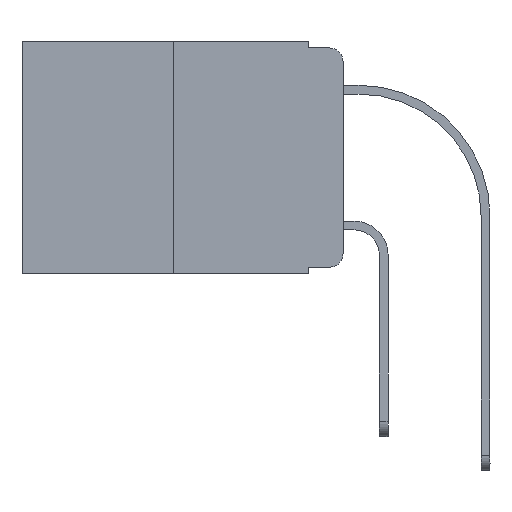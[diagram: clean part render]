
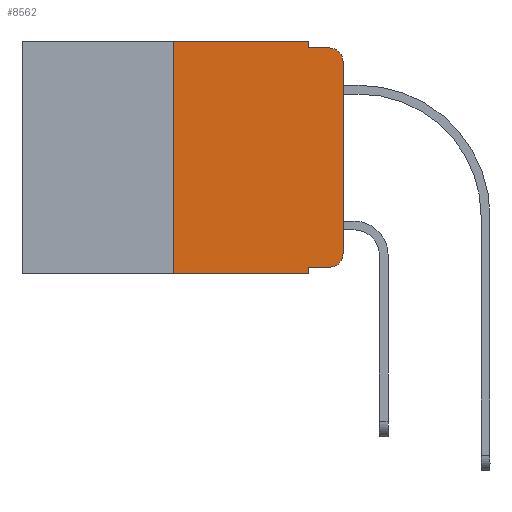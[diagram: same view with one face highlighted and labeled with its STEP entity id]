
A CAD part, left-side view. The second image highlights one B-rep face of the part: STEP entity #8562.
In plain terms, the highlighted planar face has unit normal (-1, 0, 0).
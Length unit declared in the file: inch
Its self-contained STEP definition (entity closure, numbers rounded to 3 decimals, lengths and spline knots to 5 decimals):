
#140 = ORIENTED_EDGE ( 'NONE', *, *, #2050, .T. ) ;
#143 = EDGE_CURVE ( 'NONE', #4121, #240, #11083, .T. ) ;
#240 = VERTEX_POINT ( 'NONE', #4820 ) ;
#530 = DIRECTION ( 'NONE',  ( 0., 0., -1. ) ) ;
#818 = CARTESIAN_POINT ( 'NONE',  ( 0., 0.473, 0. ) ) ;
#1049 = AXIS2_PLACEMENT_3D ( 'NONE', #3314, #3052, #4056 ) ;
#1138 = CARTESIAN_POINT ( 'NONE',  ( 0., 0., 0. ) ) ;
#1259 = EDGE_CURVE ( 'NONE', #4121, #7756, #2384, .T. ) ;
#1351 = VERTEX_POINT ( 'NONE', #6508 ) ;
#1546 = FACE_OUTER_BOUND ( 'NONE', #11199, .T. ) ;
#1575 = CARTESIAN_POINT ( 'NONE',  ( 0., 0.051, -0.333 ) ) ;
#1672 = VECTOR ( 'NONE', #7883, 39.37008 ) ;
#2050 = EDGE_CURVE ( 'NONE', #1351, #11132, #10402, .T. ) ;
#2205 = CARTESIAN_POINT ( 'NONE',  ( 0., 0.051, -0.333 ) ) ;
#2214 = LINE ( 'NONE', #8400, #6765 ) ;
#2384 = LINE ( 'NONE', #2645, #7548 ) ;
#2506 = CARTESIAN_POINT ( 'NONE',  ( 0., 0.051, -0.343 ) ) ;
#2540 = DIRECTION ( 'NONE',  ( -1., 0., 0. ) ) ;
#2614 = LINE ( 'NONE', #12877, #5355 ) ;
#2621 = CARTESIAN_POINT ( 'NONE',  ( 0., 0.051, 0. ) ) ;
#2645 = CARTESIAN_POINT ( 'NONE',  ( 0., 0.473, -0.343 ) ) ;
#2843 = ORIENTED_EDGE ( 'NONE', *, *, #10599, .T. ) ;
#2953 = LINE ( 'NONE', #818, #11394 ) ;
#3052 = DIRECTION ( 'NONE',  ( -1., 0., 0. ) ) ;
#3133 = EDGE_CURVE ( 'NONE', #240, #3930, #2953, .T. ) ;
#3215 = CARTESIAN_POINT ( 'NONE',  ( 0., 0.02, -0.333 ) ) ;
#3314 = CARTESIAN_POINT ( 'NONE',  ( 0., 0.02, -0.313 ) ) ;
#3604 = DIRECTION ( 'NONE',  ( 0., 0., -1. ) ) ;
#3707 = ORIENTED_EDGE ( 'NONE', *, *, #12157, .F. ) ;
#3930 = VERTEX_POINT ( 'NONE', #2621 ) ;
#4056 = DIRECTION ( 'NONE',  ( 0., 0., -1. ) ) ;
#4121 = VERTEX_POINT ( 'NONE', #8586 ) ;
#4187 = CARTESIAN_POINT ( 'NONE',  ( 0., 0.051, 0. ) ) ;
#4343 = ORIENTED_EDGE ( 'NONE', *, *, #8575, .T. ) ;
#4450 = DIRECTION ( 'NONE',  ( 0., -1., 0. ) ) ;
#4675 = CARTESIAN_POINT ( 'NONE',  ( 0., 0.473, 0. ) ) ;
#4820 = CARTESIAN_POINT ( 'NONE',  ( 0., 0.25, 0. ) ) ;
#4875 = AXIS2_PLACEMENT_3D ( 'NONE', #9543, #2540, #3604 ) ;
#5162 = DIRECTION ( 'NONE',  ( 0., -1., 0. ) ) ;
#5184 = CARTESIAN_POINT ( 'NONE',  ( 0., 0., -0.03 ) ) ;
#5355 = VECTOR ( 'NONE', #6673, 39.37008 ) ;
#5529 = VECTOR ( 'NONE', #7107, 39.37008 ) ;
#5832 = EDGE_CURVE ( 'NONE', #7560, #11488, #8455, .T. ) ;
#6077 = ORIENTED_EDGE ( 'NONE', *, *, #9305, .F. ) ;
#6473 = VECTOR ( 'NONE', #11539, 39.37008 ) ;
#6508 = CARTESIAN_POINT ( 'NONE',  ( 0., 0., -0.313 ) ) ;
#6524 = VECTOR ( 'NONE', #8387, 39.37008 ) ;
#6528 = ORIENTED_EDGE ( 'NONE', *, *, #5832, .T. ) ;
#6673 = DIRECTION ( 'NONE',  ( 0., 0., -1. ) ) ;
#6765 = VECTOR ( 'NONE', #5162, 39.37008 ) ;
#7079 = CARTESIAN_POINT ( 'NONE',  ( 0., 0.25, 0. ) ) ;
#7107 = DIRECTION ( 'NONE',  ( 0., 0., -1. ) ) ;
#7465 = PLANE ( 'NONE',  #12109 ) ;
#7548 = VECTOR ( 'NONE', #4450, 39.37008 ) ;
#7560 = VERTEX_POINT ( 'NONE', #1575 ) ;
#7756 = VERTEX_POINT ( 'NONE', #2506 ) ;
#7855 = CIRCLE ( 'NONE', #1049, 0.02 ) ;
#7883 = DIRECTION ( 'NONE',  ( 0., 0., 1. ) ) ;
#8387 = DIRECTION ( 'NONE',  ( 0., -1., 0. ) ) ;
#8400 = CARTESIAN_POINT ( 'NONE',  ( 0., 0.051, -0.01 ) ) ;
#8440 = EDGE_CURVE ( 'NONE', #8776, #12236, #2214, .T. ) ;
#8455 = LINE ( 'NONE', #2205, #6524 ) ;
#8562 = ADVANCED_FACE ( 'NONE', ( #1546 ), #7465, .F. ) ;
#8575 = EDGE_CURVE ( 'NONE', #11132, #12236, #9340, .T. ) ;
#8586 = CARTESIAN_POINT ( 'NONE',  ( 0., 0.25, -0.343 ) ) ;
#8776 = VERTEX_POINT ( 'NONE', #9062 ) ;
#9062 = CARTESIAN_POINT ( 'NONE',  ( 0., 0.051, -0.01 ) ) ;
#9305 = EDGE_CURVE ( 'NONE', #7560, #7756, #11117, .T. ) ;
#9340 = CIRCLE ( 'NONE', #4875, 0.02 ) ;
#9543 = CARTESIAN_POINT ( 'NONE',  ( 0., 0.02, -0.03 ) ) ;
#10340 = CARTESIAN_POINT ( 'NONE',  ( 0., 0.02, -0.01 ) ) ;
#10402 = LINE ( 'NONE', #1138, #6473 ) ;
#10422 = ORIENTED_EDGE ( 'NONE', *, *, #8440, .F. ) ;
#10599 = EDGE_CURVE ( 'NONE', #11488, #1351, #7855, .T. ) ;
#11023 = DIRECTION ( 'NONE',  ( 0., -1., 0. ) ) ;
#11083 = LINE ( 'NONE', #7079, #1672 ) ;
#11117 = LINE ( 'NONE', #4187, #5529 ) ;
#11132 = VERTEX_POINT ( 'NONE', #5184 ) ;
#11199 = EDGE_LOOP ( 'NONE', ( #140, #4343, #10422, #3707, #12343, #12477, #11325, #6077, #6528, #2843 ) ) ;
#11325 = ORIENTED_EDGE ( 'NONE', *, *, #1259, .T. ) ;
#11394 = VECTOR ( 'NONE', #11023, 39.37008 ) ;
#11488 = VERTEX_POINT ( 'NONE', #3215 ) ;
#11539 = DIRECTION ( 'NONE',  ( 0., 0., 1. ) ) ;
#11674 = DIRECTION ( 'NONE',  ( 1., 0., 0. ) ) ;
#12109 = AXIS2_PLACEMENT_3D ( 'NONE', #4675, #11674, #530 ) ;
#12157 = EDGE_CURVE ( 'NONE', #3930, #8776, #2614, .T. ) ;
#12236 = VERTEX_POINT ( 'NONE', #10340 ) ;
#12343 = ORIENTED_EDGE ( 'NONE', *, *, #3133, .F. ) ;
#12477 = ORIENTED_EDGE ( 'NONE', *, *, #143, .F. ) ;
#12877 = CARTESIAN_POINT ( 'NONE',  ( 0., 0.051, 0. ) ) ;
